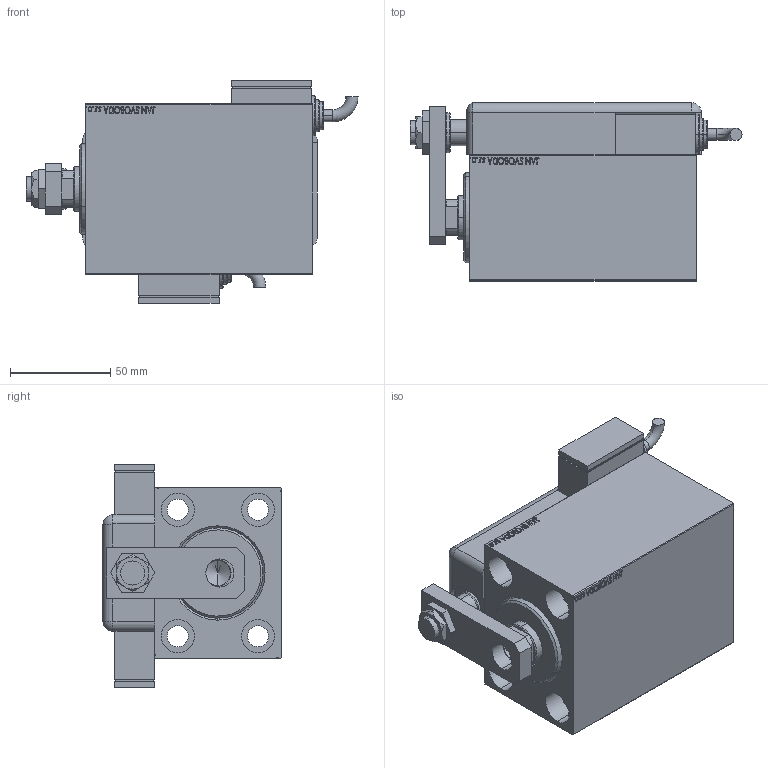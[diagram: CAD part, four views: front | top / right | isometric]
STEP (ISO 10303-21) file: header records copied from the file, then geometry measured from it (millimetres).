
FILE_DESCRIPTION (( 'STEP AP203' ), '1' );
FILE_NAME ('4691.STEP', '2021-03-19T05:15:39', ( '' ), ( '' ), 'SwSTEP 2.0', 'SolidWorks 2019', '' );
FILE_SCHEMA (( 'CONFIG_CONTROL_DESIGN' ));
Length unit declared in the file: millimetre
Products named in the file (13): V450CM_VC_B 73e1ca50118baf42bd36b06975afe261; TYC 73e1ca50118baf42bd36b06975afe261; V450CM_C 73e1ca50118baf42bd36b06975afe261; MAGNETIC SWITCH Q 73e1ca50118baf42bd36b06975afe261; SWITCH DIM A_G 73e1ca50118baf42bd36b06975afe261; V450CM_C_VCP 73e1ca50118baf42bd36b06975afe261; 4691; NUT_D13 73e1ca50118baf42bd36b06975afe261; KRYT 73e1ca50118baf42bd36b06975afe261; SWITCH_Q_FRONT_BACK 73e1ca50118baf42bd36b06975afe261; NUT_D19 73e1ca50118baf42bd36b06975afe261; SWITCH Q 73e1ca50118baf42bd36b06975afe261; ZARAZKA_Q 73e1ca50118baf42bd36b06975afe261
Assembly tree (13 placements, depth 3):
  4691
    V450CM_C 73e1ca50118baf42bd36b06975afe261
    V450CM_C_VCP 73e1ca50118baf42bd36b06975afe261
    V450CM_VC_B 73e1ca50118baf42bd36b06975afe261
    MAGNETIC SWITCH Q 73e1ca50118baf42bd36b06975afe261
      SWITCH_Q_FRONT_BACK 73e1ca50118baf42bd36b06975afe261
      TYC 73e1ca50118baf42bd36b06975afe261
      ZARAZKA_Q 73e1ca50118baf42bd36b06975afe261
      SWITCH DIM A_G 73e1ca50118baf42bd36b06975afe261
      NUT_D19 73e1ca50118baf42bd36b06975afe261
      NUT_D13 73e1ca50118baf42bd36b06975afe261
      KRYT 73e1ca50118baf42bd36b06975afe261
      SWITCH Q 73e1ca50118baf42bd36b06975afe261  x2
Bounding box: 165.46 x 88.8 x 111 mm (x, y, z)
Volume: 657202.3 mm3; surface area: 153869.9 mm2
Topology: 13 solids, 13 shells, 1242 faces, 3148 edges, 2079 vertices
Faces by surface type: plane 614, bspline 471, cylinder 111, cone 22, torus 22, sphere 2
Entity records: 59517 total; most frequent: CARTESIAN_POINT 32055, ORIENTED_EDGE 6100, DIRECTION 3848, EDGE_CURVE 3050, VERTEX_POINT 2019, LINE 1820, VECTOR 1820, EDGE_LOOP 1373
